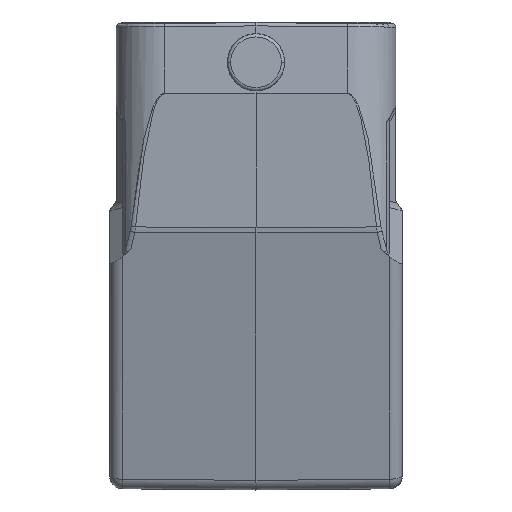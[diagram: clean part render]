
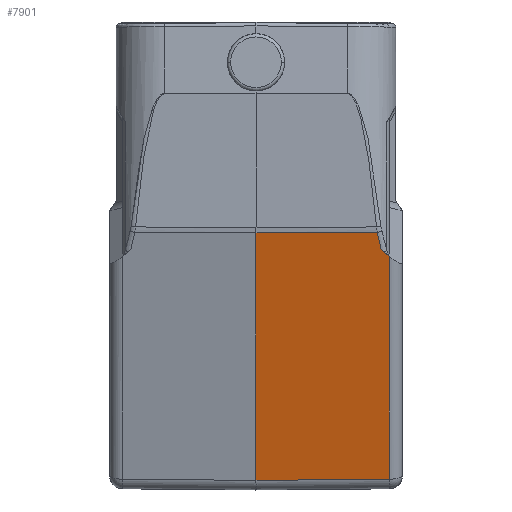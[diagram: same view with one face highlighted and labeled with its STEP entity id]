
A CAD part, left-side view. The second image highlights one B-rep face of the part: STEP entity #7901.
In plain terms, the highlighted planar face has unit normal (-0.966, -0.009, -0.259).
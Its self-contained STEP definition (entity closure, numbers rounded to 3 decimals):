
#188=CARTESIAN_POINT('',(-33.383,-20.517,
-36.083));
#204=DIRECTION('',(-0.259,0.,0.966));
#205=VECTOR('',#204,35.464);
#206=CARTESIAN_POINT('',(-24.205,-20.517,
-70.339));
#207=LINE('',#206,#205);
#236=CARTESIAN_POINT('',(-34.389,-18.655,
-32.394));
#237=CARTESIAN_POINT('',(-34.15,-18.889,
-33.278));
#238=CARTESIAN_POINT('',(-33.909,-19.089,
-34.171));
#239=CARTESIAN_POINT('',(-33.666,-19.266,
-35.069));
#241=DIRECTION('',(0.173,-0.765,-0.62));
#242=VECTOR('',#241,1.636);
#243=CARTESIAN_POINT('',(-33.666,-19.266,
-35.069));
#244=LINE('',#243,#242);
#245=DIRECTION('',(-0.007,1.,-0.009));
#246=VECTOR('',#245,20.519);
#247=CARTESIAN_POINT('',(-24.205,-20.517,
-70.339));
#248=LINE('',#247,#246);
#480=DIRECTION('',(-0.009,1.,-0.002));
#481=VECTOR('',#480,18.656);
#482=CARTESIAN_POINT('',(-34.389,-18.655,
-32.394));
#483=LINE('',#482,#481);
#631=DIRECTION('',(0.259,0.,-0.966));
#632=VECTOR('',#631,39.439);
#633=CARTESIAN_POINT('',(-34.55,0.,
-32.423));
#634=LINE('',#633,#632);
#6739=VERTEX_POINT('',#188);
#6740=CARTESIAN_POINT('',(-24.205,-20.517,
-70.339));
#6741=VERTEX_POINT('',#6740);
#6742=CARTESIAN_POINT('',(-33.666,-19.266,
-35.069));
#6743=VERTEX_POINT('',#6742);
#6749=VERTEX_POINT('',#236);
#6750=CARTESIAN_POINT('',(-24.342,0.,
-70.518));
#6751=VERTEX_POINT('',#6750);
#6752=CARTESIAN_POINT('',(-34.55,0.,
-32.423));
#6753=VERTEX_POINT('',#6752);
#7884=CARTESIAN_POINT('',(-23.945,0.,-72.));
#7885=DIRECTION('',(-0.966,-0.009,-0.259));
#7886=DIRECTION('',(-0.259,0.,0.966));
#7887=AXIS2_PLACEMENT_3D('',#7884,#7885,#7886);
#7888=PLANE('',#7887);
#7890=ORIENTED_EDGE('',*,*,#7889,.T.);
#7891=ORIENTED_EDGE('',*,*,#7867,.T.);
#7892=ORIENTED_EDGE('',*,*,#7857,.F.);
#7894=ORIENTED_EDGE('',*,*,#7893,.T.);
#7896=ORIENTED_EDGE('',*,*,#7895,.F.);
#7898=ORIENTED_EDGE('',*,*,#7897,.F.);
#7899=EDGE_LOOP('',(#7890,#7891,#7892,#7894,#7896,#7898));
#7900=FACE_OUTER_BOUND('',#7899,.F.);
#240=B_SPLINE_CURVE_WITH_KNOTS('',3,(#236,#237,#238,#239),.UNSPECIFIED.,.F.,.F.,
(4,4),(0.,1.),.UNSPECIFIED.);
#7857=EDGE_CURVE('',#6741,#6739,#207,.T.);
#7867=EDGE_CURVE('',#6743,#6739,#244,.T.);
#7889=EDGE_CURVE('',#6749,#6743,#240,.T.);
#7893=EDGE_CURVE('',#6741,#6751,#248,.T.);
#7895=EDGE_CURVE('',#6753,#6751,#634,.T.);
#7897=EDGE_CURVE('',#6749,#6753,#483,.T.);
#7901=ADVANCED_FACE('',(#7900),#7888,.T.);
